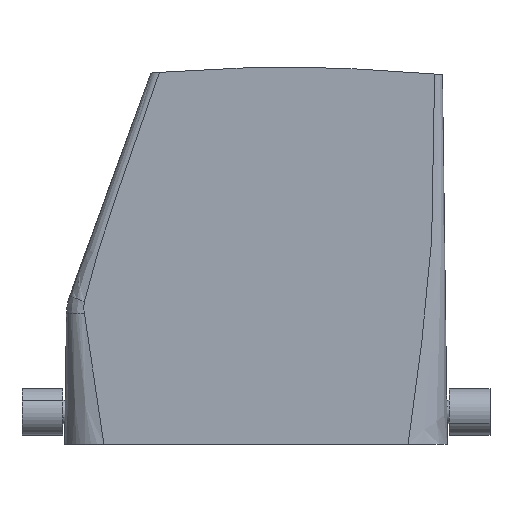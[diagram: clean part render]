
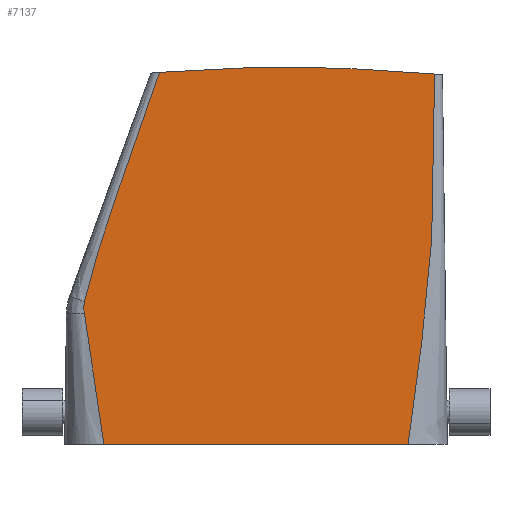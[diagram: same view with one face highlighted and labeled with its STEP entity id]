
A CAD part, left-side view. The second image highlights one B-rep face of the part: STEP entity #7137.
In plain terms, the highlighted planar face has unit normal (-1, 0, 0).
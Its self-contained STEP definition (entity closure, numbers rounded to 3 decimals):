
#6037=AXIS2_PLACEMENT_3D('Circle Axis2P3D',#6035,#6036,$) ;
#7127=AXIS2_PLACEMENT_3D('Plane Axis2P3D',#7124,#7125,#7126) ;
#1845=CARTESIAN_POINT('Vertex',(0.,15.637,0.)) ;
#1850=CARTESIAN_POINT('Line Origine',(0.,44.651,0.)) ;
#1854=CARTESIAN_POINT('Vertex',(0.,73.665,0.)) ;
#2084=CARTESIAN_POINT('Control Point',(0.,77.393,24.955)) ;
#2085=CARTESIAN_POINT('Control Point',(0.,76.968,21.443)) ;
#2086=CARTESIAN_POINT('Control Point',(0.,76.465,17.927)) ;
#2087=CARTESIAN_POINT('Control Point',(0.,75.913,14.458)) ;
#2088=CARTESIAN_POINT('Control Point',(0.,75.103,9.429)) ;
#2089=CARTESIAN_POINT('Control Point',(0.,74.321,4.389)) ;
#2090=CARTESIAN_POINT('Control Point',(0.,74.101,2.94)) ;
#2091=CARTESIAN_POINT('Control Point',(0.,73.883,1.482)) ;
#2092=CARTESIAN_POINT('Control Point',(0.,73.665,0.)) ;
#2093=CARTESIAN_POINT('Vertex',(0.,77.393,24.955)) ;
#4599=CARTESIAN_POINT('Vertex',(0.,63.082,71.003)) ;
#4609=CARTESIAN_POINT('Vertex',(0.,77.385,27.257)) ;
#4613=CARTESIAN_POINT('Control Point',(0.,63.082,71.003)) ;
#4614=CARTESIAN_POINT('Control Point',(0.,63.091,70.98)) ;
#4615=CARTESIAN_POINT('Control Point',(0.,63.099,70.956)) ;
#4616=CARTESIAN_POINT('Control Point',(0.,63.107,70.933)) ;
#4617=CARTESIAN_POINT('Control Point',(0.,63.904,68.702)) ;
#4618=CARTESIAN_POINT('Control Point',(0.,64.697,66.471)) ;
#4619=CARTESIAN_POINT('Control Point',(0.,65.443,64.356)) ;
#4620=CARTESIAN_POINT('Control Point',(0.,67.405,58.753)) ;
#4621=CARTESIAN_POINT('Control Point',(0.,69.336,53.145)) ;
#4622=CARTESIAN_POINT('Control Point',(0.,70.496,49.749)) ;
#4623=CARTESIAN_POINT('Control Point',(0.,72.067,45.136)) ;
#4624=CARTESIAN_POINT('Control Point',(0.,73.592,40.513)) ;
#4625=CARTESIAN_POINT('Control Point',(0.,73.965,39.371)) ;
#4626=CARTESIAN_POINT('Control Point',(0.,74.739,36.935)) ;
#4627=CARTESIAN_POINT('Control Point',(0.,75.471,34.488)) ;
#4628=CARTESIAN_POINT('Control Point',(0.,75.822,33.268)) ;
#4629=CARTESIAN_POINT('Control Point',(0.,76.331,31.43)) ;
#4630=CARTESIAN_POINT('Control Point',(0.,76.81,29.584)) ;
#4631=CARTESIAN_POINT('Control Point',(0.,76.967,28.967)) ;
#4632=CARTESIAN_POINT('Control Point',(0.,77.144,28.254)) ;
#4633=CARTESIAN_POINT('Control Point',(0.,77.317,27.54)) ;
#4634=CARTESIAN_POINT('Control Point',(0.,77.34,27.446)) ;
#4635=CARTESIAN_POINT('Control Point',(0.,77.362,27.352)) ;
#4636=CARTESIAN_POINT('Control Point',(0.,77.385,27.257)) ;
#6035=CARTESIAN_POINT('Axis2P3D Location',(0.,38.65,-228.)) ;
#6039=CARTESIAN_POINT('Vertex',(0.,10.574,70.683)) ;
#6826=CARTESIAN_POINT('Control Point',(0.,77.385,27.257)) ;
#6827=CARTESIAN_POINT('Control Point',(0.,77.434,26.997)) ;
#6828=CARTESIAN_POINT('Control Point',(0.,77.47,26.735)) ;
#6829=CARTESIAN_POINT('Control Point',(0.,77.492,26.472)) ;
#6830=CARTESIAN_POINT('Control Point',(0.,77.508,26.005)) ;
#6831=CARTESIAN_POINT('Control Point',(0.,77.479,25.545)) ;
#6832=CARTESIAN_POINT('Control Point',(0.,77.459,25.346)) ;
#6833=CARTESIAN_POINT('Control Point',(0.,77.43,25.149)) ;
#6834=CARTESIAN_POINT('Control Point',(0.,77.393,24.955)) ;
#7072=CARTESIAN_POINT('Control Point',(0.,10.574,70.683)) ;
#7073=CARTESIAN_POINT('Control Point',(0.,10.573,70.417)) ;
#7074=CARTESIAN_POINT('Control Point',(0.,10.572,70.149)) ;
#7075=CARTESIAN_POINT('Control Point',(0.,10.572,69.881)) ;
#7076=CARTESIAN_POINT('Control Point',(0.,10.568,67.329)) ;
#7077=CARTESIAN_POINT('Control Point',(0.,10.571,64.777)) ;
#7078=CARTESIAN_POINT('Control Point',(0.,10.582,62.494)) ;
#7079=CARTESIAN_POINT('Control Point',(0.,10.615,57.953)) ;
#7080=CARTESIAN_POINT('Control Point',(0.,10.673,53.413)) ;
#7081=CARTESIAN_POINT('Control Point',(0.,10.709,51.051)) ;
#7082=CARTESIAN_POINT('Control Point',(0.,10.876,42.567)) ;
#7083=CARTESIAN_POINT('Control Point',(0.,11.316,34.086)) ;
#7084=CARTESIAN_POINT('Control Point',(0.,11.947,27.863)) ;
#7085=CARTESIAN_POINT('Control Point',(0.,12.978,19.684)) ;
#7086=CARTESIAN_POINT('Control Point',(0.,14.092,11.512)) ;
#7087=CARTESIAN_POINT('Control Point',(0.,14.363,9.533)) ;
#7088=CARTESIAN_POINT('Control Point',(0.,14.785,6.431)) ;
#7089=CARTESIAN_POINT('Control Point',(0.,15.2,3.327)) ;
#7090=CARTESIAN_POINT('Control Point',(0.,15.347,2.216)) ;
#7091=CARTESIAN_POINT('Control Point',(0.,15.492,1.109)) ;
#7092=CARTESIAN_POINT('Control Point',(0.,15.637,0.)) ;
#7124=CARTESIAN_POINT('Axis2P3D Location',(0.,6.617,-30.8)) ;
#1851=DIRECTION('Vector Direction',(0.,-1.,0.)) ;
#6036=DIRECTION('Axis2P3D Direction',(-1.,0.,0.)) ;
#7125=DIRECTION('Axis2P3D Direction',(-1.,0.,0.)) ;
#7126=DIRECTION('Axis2P3D XDirection',(0.,-0.17,0.985)) ;
#1852=VECTOR('Line Direction',#1851,1.) ;
#7130=ORIENTED_EDGE('',*,*,#6041,.T.) ;
#7131=ORIENTED_EDGE('',*,*,#4637,.F.) ;
#7132=ORIENTED_EDGE('',*,*,#6835,.F.) ;
#7133=ORIENTED_EDGE('',*,*,#2095,.F.) ;
#7134=ORIENTED_EDGE('',*,*,#1856,.T.) ;
#7135=ORIENTED_EDGE('',*,*,#7093,.T.) ;
#7137=ADVANCED_FACE('Hauptk\X2\00F6\X0\rper',(#7136),#7128,.T.) ;
#2083=B_SPLINE_CURVE_WITH_KNOTS('',5,(#2084,#2085,#2086,#2087,#2088,#2089,#2090,#2091,#2092),.UNSPECIFIED.,.F.,.U.,(6,3,6),(130.523,161.229,174.387),.UNSPECIFIED.) ;
#4612=B_SPLINE_CURVE_WITH_KNOTS('',5,(#4613,#4614,#4615,#4616,#4617,#4618,#4619,#4620,#4621,#4622,#4623,#4624,#4625,#4626,#4627,#4628,#4629,#4630,#4631,#4632,#4633,#4634,#4635,#4636),.UNSPECIFIED.,.F.,.U.,(6,3,3,3,3,3,3,6),(44.001,44.216,64.445,95.496,106.64,117.663,123.195,124.039),.UNSPECIFIED.) ;
#6825=B_SPLINE_CURVE_WITH_KNOTS('',5,(#6826,#6827,#6828,#6829,#6830,#6831,#6832,#6833,#6834),.UNSPECIFIED.,.F.,.U.,(6,3,6),(204.023,207.004,209.326),.UNSPECIFIED.) ;
#7071=B_SPLINE_CURVE_WITH_KNOTS('',5,(#7072,#7073,#7074,#7075,#7076,#7077,#7078,#7079,#7080,#7081,#7082,#7083,#7084,#7085,#7086,#7087,#7088,#7089,#7090,#7091,#7092),.UNSPECIFIED.,.F.,.U.,(6,3,3,3,3,3,6),(28.957,31.28,51.057,70.599,124.533,141.764,151.553),.UNSPECIFIED.) ;
#6038=CIRCLE('generated circle',#6037,300.) ;
#1856=EDGE_CURVE('',#1855,#1846,#1853,.T.) ;
#2095=EDGE_CURVE('',#1855,#2094,#2083,.F.) ;
#4637=EDGE_CURVE('',#4610,#4600,#4612,.F.) ;
#6041=EDGE_CURVE('',#6040,#4600,#6038,.T.) ;
#6835=EDGE_CURVE('',#2094,#4610,#6825,.F.) ;
#7093=EDGE_CURVE('',#1846,#6040,#7071,.F.) ;
#7129=EDGE_LOOP('',(#7130,#7131,#7132,#7133,#7134,#7135)) ;
#7136=FACE_OUTER_BOUND('',#7129,.T.) ;
#1853=LINE('Line',#1850,#1852) ;
#7128=PLANE('',#7127) ;
#1846=VERTEX_POINT('',#1845) ;
#1855=VERTEX_POINT('',#1854) ;
#2094=VERTEX_POINT('',#2093) ;
#4600=VERTEX_POINT('',#4599) ;
#4610=VERTEX_POINT('',#4609) ;
#6040=VERTEX_POINT('',#6039) ;
